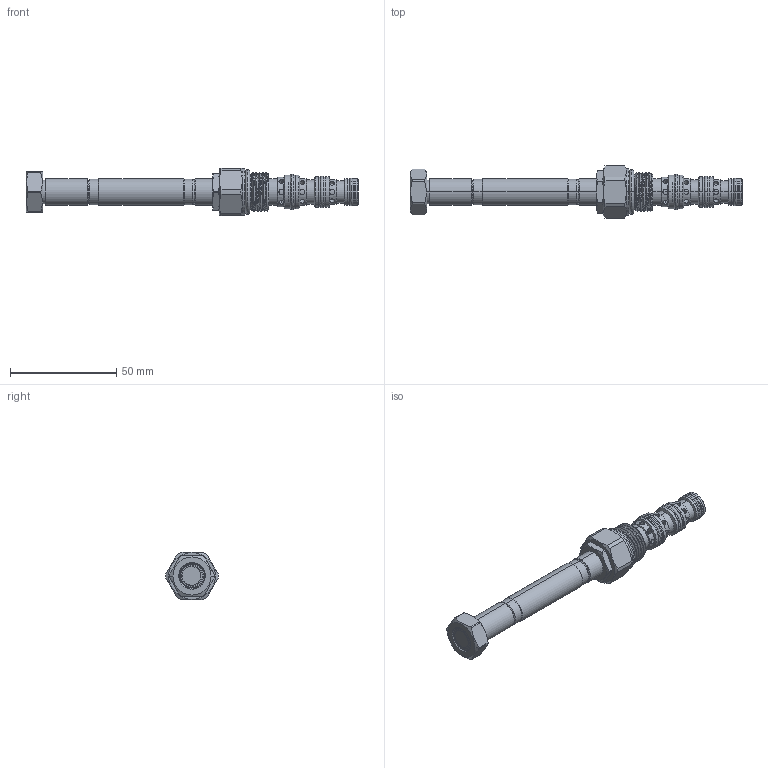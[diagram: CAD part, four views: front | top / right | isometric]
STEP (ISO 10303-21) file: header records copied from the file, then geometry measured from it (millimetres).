
FILE_DESCRIPTION (( 'STEP AP203' ), '1' );
FILE_NAME ('ES08W4A27N05-1.STEP', '2021-06-02T02:52:44', ( '' ), ( '' ), 'SwSTEP 2.0', 'SolidWorks 2018', '' );
FILE_SCHEMA (( 'CONFIG_CONTROL_DESIGN' ));
Length unit declared in the file: millimetre
Products named in the file (1): ES08W4A27N05-1
Bounding box: 156.5 x 24.59 x 22.22 mm (x, y, z)
Volume: 26413.6 mm3; surface area: 11983.2 mm2
Topology: 5 solids, 5 shells, 338 faces, 848 edges, 541 vertices
Faces by surface type: cylinder 192, cone 59, plane 52, torus 22, bspline 13
Entity records: 17247 total; most frequent: CARTESIAN_POINT 9538, ORIENTED_EDGE 1696, DIRECTION 1480, EDGE_CURVE 848, AXIS2_PLACEMENT_3D 619, VERTEX_POINT 541, EDGE_LOOP 369, ADVANCED_FACE 338
